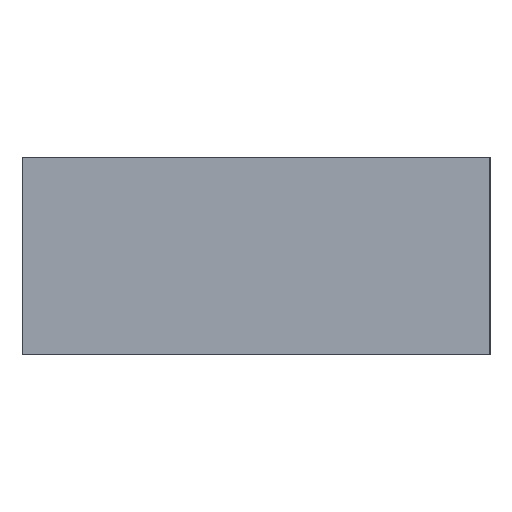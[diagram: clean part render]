
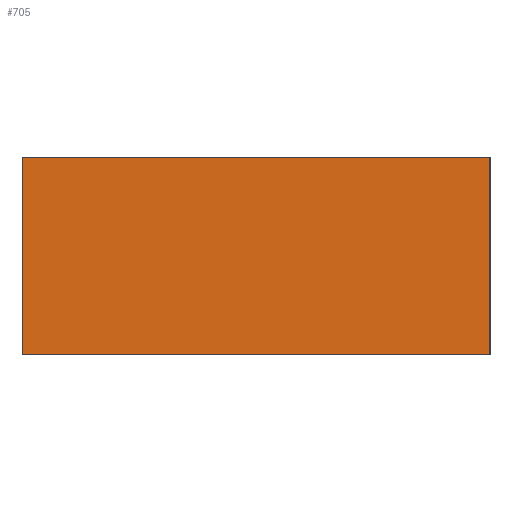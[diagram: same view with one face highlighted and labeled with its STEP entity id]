
A CAD part, front view. The second image highlights one B-rep face of the part: STEP entity #705.
In plain terms, the highlighted planar face has unit normal (0, -1, 0).
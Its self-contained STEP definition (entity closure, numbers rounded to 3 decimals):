
#103=FACE_OUTER_BOUND('',#145,.T.);
#145=EDGE_LOOP('',(#609,#610,#611,#612));
#221=LINE('',#1205,#305);
#225=LINE('',#1214,#309);
#229=LINE('',#1221,#313);
#230=LINE('',#1222,#314);
#305=VECTOR('',#1002,1.);
#309=VECTOR('',#1008,1.);
#313=VECTOR('',#1014,1.);
#314=VECTOR('',#1015,1.);
#365=VERTEX_POINT('',#1203);
#366=VERTEX_POINT('',#1204);
#369=VERTEX_POINT('',#1212);
#370=VERTEX_POINT('',#1213);
#445=EDGE_CURVE('',#365,#366,#221,.T.);
#449=EDGE_CURVE('',#369,#370,#225,.T.);
#453=EDGE_CURVE('',#365,#369,#229,.T.);
#454=EDGE_CURVE('',#366,#370,#230,.T.);
#609=ORIENTED_EDGE('',*,*,#453,.T.);
#610=ORIENTED_EDGE('',*,*,#449,.T.);
#611=ORIENTED_EDGE('',*,*,#454,.F.);
#612=ORIENTED_EDGE('',*,*,#445,.F.);
#663=PLANE('',#829);
#705=ADVANCED_FACE('',(#103),#663,.F.);
#829=AXIS2_PLACEMENT_3D('',#1220,#1012,#1013);
#1002=DIRECTION('',(0.,0.,1.));
#1008=DIRECTION('',(0.,0.,1.));
#1012=DIRECTION('center_axis',(0.,1.,0.));
#1013=DIRECTION('ref_axis',(0.,0.,1.));
#1014=DIRECTION('',(1.,0.,0.));
#1015=DIRECTION('',(1.,0.,0.));
#1203=CARTESIAN_POINT('',(-66.,-5.,0.));
#1204=CARTESIAN_POINT('',(-66.,-5.,30.));
#1205=CARTESIAN_POINT('',(-66.,-5.,0.));
#1212=CARTESIAN_POINT('',(5.1,-5.,0.));
#1213=CARTESIAN_POINT('',(5.1,-5.,30.));
#1214=CARTESIAN_POINT('',(5.1,-5.,0.));
#1220=CARTESIAN_POINT('Origin',(-66.,-5.,0.));
#1221=CARTESIAN_POINT('',(-66.,-5.,0.));
#1222=CARTESIAN_POINT('',(-66.,-5.,30.));
